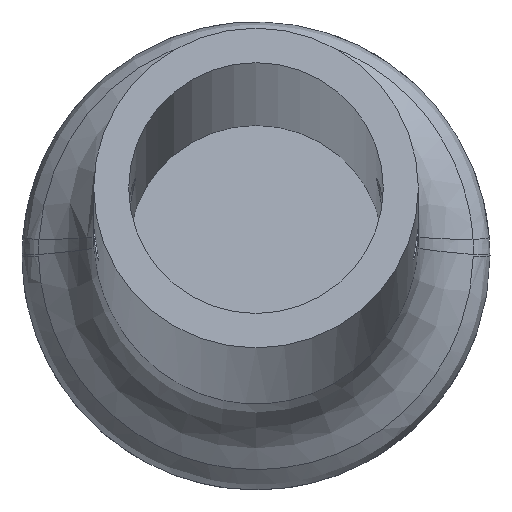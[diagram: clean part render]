
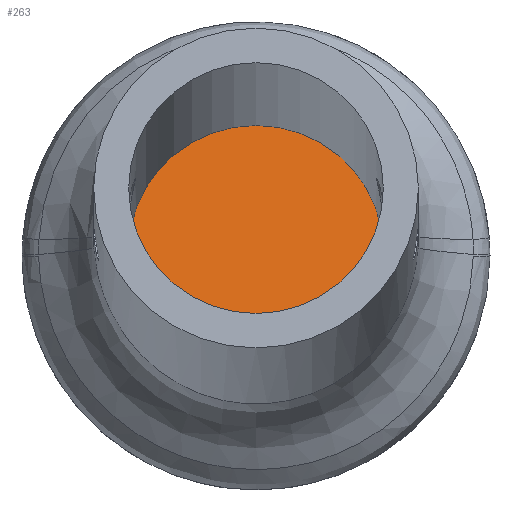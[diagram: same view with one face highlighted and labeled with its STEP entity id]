
A CAD part, top view. The second image highlights one B-rep face of the part: STEP entity #263.
In plain terms, the highlighted planar face has unit normal (0, 0.174, 0.985).
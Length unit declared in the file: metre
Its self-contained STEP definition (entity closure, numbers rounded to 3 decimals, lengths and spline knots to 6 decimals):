
#14=PLANE('',#291);
#19=CIRCLE('',#290,0.005334);
#95=ORIENTED_EDGE('',*,*,#129,.F.);
#129=EDGE_CURVE('',#153,#153,#19,.F.);
#153=VERTEX_POINT('',#2106);
#210=EDGE_LOOP('',(#95));
#238=FACE_BOUND('',#210,.T.);
#263=ADVANCED_FACE('',(#238),#14,.T.);
#290=AXIS2_PLACEMENT_3D('',#2105,#320,#321);
#291=AXIS2_PLACEMENT_3D('',#2107,#322,#323);
#320=DIRECTION('',(0.,0.174,0.985));
#321=DIRECTION('',(0.,-0.985,0.174));
#322=DIRECTION('',(0.,0.174,0.985));
#323=DIRECTION('',(-1.,0.,0.));
#2105=CARTESIAN_POINT('',(0.,-0.006697,0.001181));
#2106=CARTESIAN_POINT('',(0.,-0.01195,0.002107));
#2107=CARTESIAN_POINT('',(0.,0.,0.));
